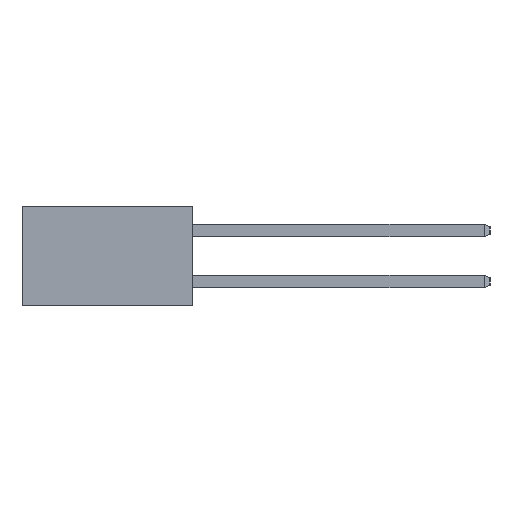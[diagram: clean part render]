
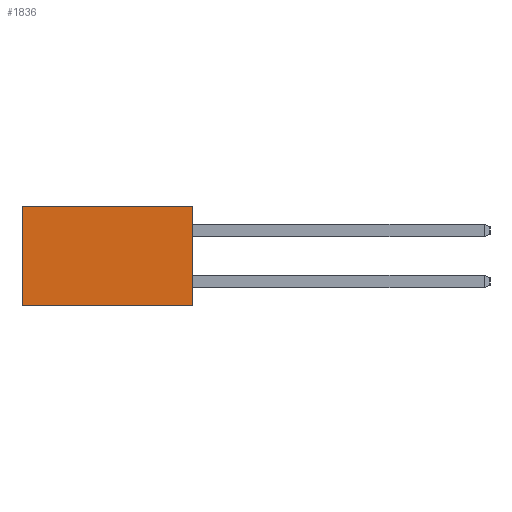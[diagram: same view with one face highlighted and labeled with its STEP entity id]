
A CAD part, left-side view. The second image highlights one B-rep face of the part: STEP entity #1836.
In plain terms, the highlighted planar face has unit normal (-1, 0, 0).
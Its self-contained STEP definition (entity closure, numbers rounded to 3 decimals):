
#1836=ADVANCED_FACE('',(#3698),#3699,.F.);
#3698=FACE_OUTER_BOUND('',#5583,.T.);
#3699=PLANE('',#5584);
#5583=EDGE_LOOP('',(#10687,#10688,#10689,#10690));
#5584=AXIS2_PLACEMENT_3D('',#10691,#10692,#10693);
#10687=ORIENTED_EDGE('',*,*,#12824,.T.);
#10688=ORIENTED_EDGE('',*,*,#12641,.F.);
#10689=ORIENTED_EDGE('',*,*,#12818,.F.);
#10690=ORIENTED_EDGE('',*,*,#12822,.F.);
#10691=CARTESIAN_POINT('',(0.0,4.255,0.0));
#10692=DIRECTION('',(1.0,0.0,0.0));
#10693=DIRECTION('',(0.0,0.0,-1.0));
#12641=EDGE_CURVE('',#15422,#15424,#15425,.T.);
#12818=EDGE_CURVE('',#15660,#15422,#15662,.T.);
#12822=EDGE_CURVE('',#15666,#15660,#15668,.T.);
#12824=EDGE_CURVE('',#15666,#15424,#15670,.T.);
#15422=VERTEX_POINT('',#19534);
#15424=VERTEX_POINT('',#19537);
#15425=LINE('',#19538,#19539);
#15660=VERTEX_POINT('',#19891);
#15662=LINE('',#19894,#19895);
#15666=VERTEX_POINT('',#19900);
#15668=LINE('',#19903,#19904);
#15670=LINE('',#19906,#19907);
#19534=CARTESIAN_POINT('',(0.0,0.0,-2.477));
#19537=CARTESIAN_POINT('',(0.0,8.509,-2.477));
#19538=CARTESIAN_POINT('',(0.0,4.255,-2.477));
#19539=VECTOR('',#21179,1.0);
#19891=CARTESIAN_POINT('',(0.0,0.0,2.477));
#19894=CARTESIAN_POINT('',(0.0,0.0,0.0));
#19895=VECTOR('',#21298,1.0);
#19900=CARTESIAN_POINT('',(0.0,8.509,2.477));
#19903=CARTESIAN_POINT('',(0.0,4.255,2.477));
#19904=VECTOR('',#21301,1.0);
#19906=CARTESIAN_POINT('',(0.0,8.509,0.0));
#19907=VECTOR('',#21302,1.0);
#21179=DIRECTION('',(0.0,1.0,0.0));
#21298=DIRECTION('',(0.0,0.0,-1.0));
#21301=DIRECTION('',(0.0,-1.0,0.0));
#21302=DIRECTION('',(0.0,0.0,-1.0));
